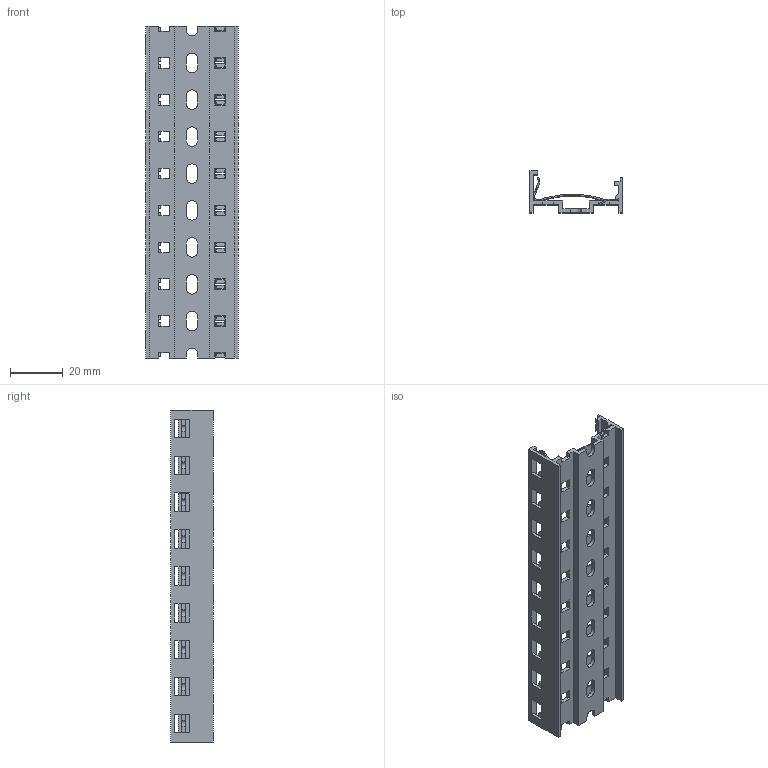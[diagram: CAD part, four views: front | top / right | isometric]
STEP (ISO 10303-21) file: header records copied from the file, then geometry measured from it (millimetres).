
FILE_DESCRIPTION((''),'2;1');
FILE_NAME('00175110907','2019-11-25T',('presta_be4'),(''),'CREO PARAMETRIC BY PTC INC, 2018360','CREO PARAMETRIC BY PTC INC, 2018360','');
FILE_SCHEMA(('CONFIG_CONTROL_DESIGN'));
Length unit declared in the file: millimetre
Products named in the file (1): 00175110907
Bounding box: 35 x 16 x 126 mm (x, y, z)
Volume: 12657.5 mm3; surface area: 23349.4 mm2
Topology: 1 solids, 1 shells, 1081 faces, 3315 edges, 2189 vertices
Faces by surface type: plane 637, cylinder 444
Entity records: 43960 total; most frequent: CARTESIAN_POINT 13997, ORIENTED_EDGE 6630, DIRECTION 5934, EDGE_CURVE 3315, VECTOR 2194, LINE 2194, VERTEX_POINT 2189, AXIS2_PLACEMENT_3D 1870
